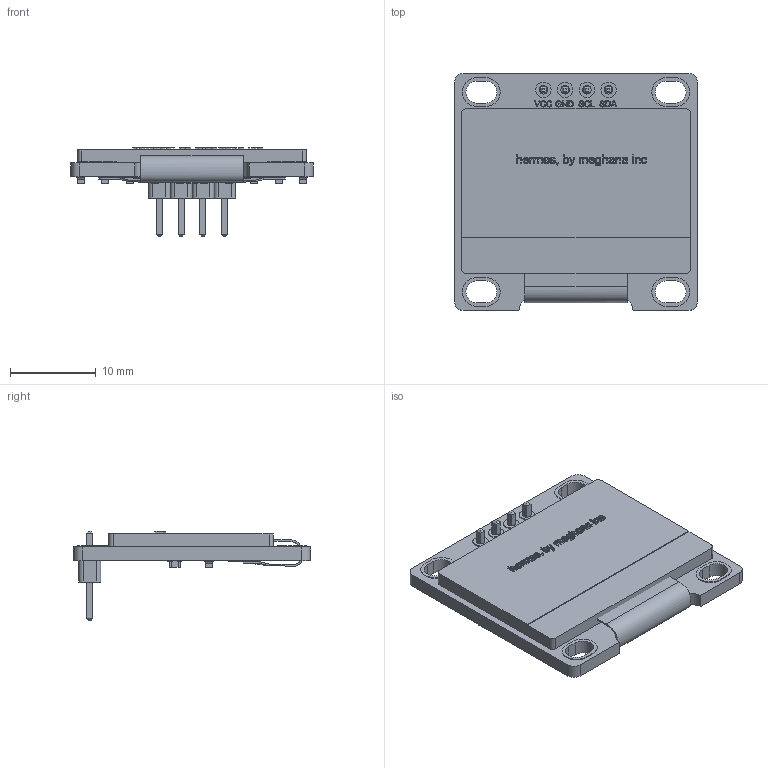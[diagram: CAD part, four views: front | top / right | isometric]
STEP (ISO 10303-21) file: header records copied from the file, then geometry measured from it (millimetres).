
FILE_DESCRIPTION(/* description */ (''),/* implementation_level */ '2;1');
FILE_NAME(/* name */ 'OLED.stp',/* time_stamp */ '2025-07-21T20:31:33-04:00',/* author */ ('megha'),/* organization */ (''),/* preprocessor_version */ 'ST-DEVELOPER v20',/* originating_system */ 'Autodesk Inventor 2024',/* authorisation */ '');
FILE_SCHEMA (('AUTOMOTIVE_DESIGN { 1 0 10303 214 3 1 1 }'));
Length unit declared in the file: millimetre
Products named in the file (9): Tela OLed 128x64; Pantalla; Base PCB; PADS; Part6; PINOS; fLEX; Resistores SMD; res
Assembly tree (18 placements, depth 3):
  Tela OLed 128x64
    Pantalla
    Base PCB
      PADS
      Part6
    PINOS
    fLEX
    Resistores SMD
      res  x11
Bounding box: 28.3 x 27.65 x 10.4 mm (x, y, z)
Volume: 2104.5 mm3; surface area: 3700.9 mm2
Topology: 68 solids, 68 shells, 1362 faces, 3461 edges, 2267 vertices
Faces by surface type: plane 883, bspline 346, cylinder 133
Full cylindrical faces by diameter (mm): 1 x4, 1.8 x4
Entity records: 32829 total; most frequent: CARTESIAN_POINT 10593, ORIENTED_EDGE 4982, DIRECTION 3333, EDGE_CURVE 2491, LINE 1709, VECTOR 1709, VERTEX_POINT 1646, EDGE_LOOP 1053
